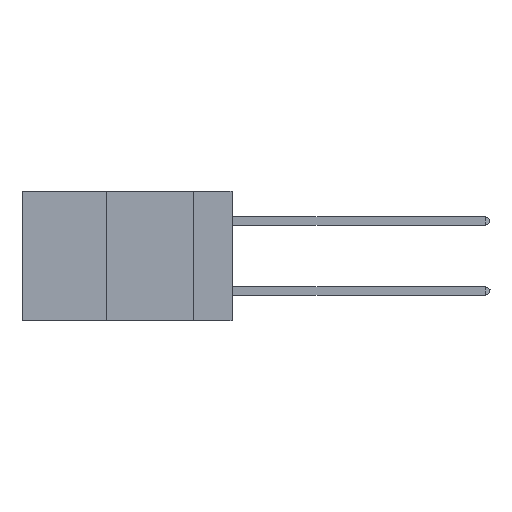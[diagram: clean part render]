
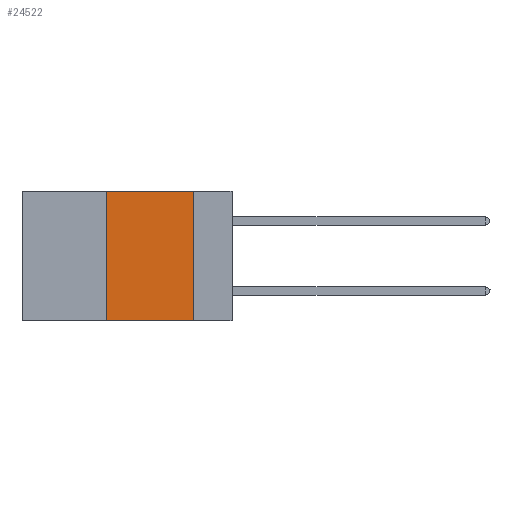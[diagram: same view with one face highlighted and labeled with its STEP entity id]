
A CAD part, left-side view. The second image highlights one B-rep face of the part: STEP entity #24522.
In plain terms, the highlighted planar face has unit normal (-1, 0, 0).
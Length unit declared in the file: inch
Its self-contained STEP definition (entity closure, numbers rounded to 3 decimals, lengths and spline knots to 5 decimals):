
#441 = EDGE_LOOP ( 'NONE', ( #4602, #14778, #18421, #12266 ) ) ;
#699 = EDGE_CURVE ( 'NONE', #14711, #16705, #5717, .T. ) ;
#2099 = CARTESIAN_POINT ( 'NONE',  ( 0., 0.36, 0. ) ) ;
#3899 = EDGE_CURVE ( 'NONE', #14711, #14385, #10787, .T. ) ;
#3950 = LINE ( 'NONE', #28009, #29376 ) ;
#4051 = CARTESIAN_POINT ( 'NONE',  ( 0., 0.6, 0. ) ) ;
#4316 = DIRECTION ( 'NONE',  ( 0., -1., 0. ) ) ;
#4602 = ORIENTED_EDGE ( 'NONE', *, *, #31470, .F. ) ;
#5717 = LINE ( 'NONE', #19019, #7672 ) ;
#6628 = CARTESIAN_POINT ( 'NONE',  ( 0., 0.11, 0. ) ) ;
#6679 = PLANE ( 'NONE',  #20110 ) ;
#7672 = VECTOR ( 'NONE', #4316, 39.37008 ) ;
#8653 = CARTESIAN_POINT ( 'NONE',  ( 0., 0.11, 0. ) ) ;
#9424 = DIRECTION ( 'NONE',  ( 1., 0., 0. ) ) ;
#10787 = LINE ( 'NONE', #12704, #29107 ) ;
#11730 = DIRECTION ( 'NONE',  ( 0., 0., -1. ) ) ;
#12266 = ORIENTED_EDGE ( 'NONE', *, *, #699, .T. ) ;
#12704 = CARTESIAN_POINT ( 'NONE',  ( 0., 0.36, 0. ) ) ;
#13352 = VECTOR ( 'NONE', #11730, 39.37008 ) ;
#14385 = VERTEX_POINT ( 'NONE', #2099 ) ;
#14711 = VERTEX_POINT ( 'NONE', #30816 ) ;
#14778 = ORIENTED_EDGE ( 'NONE', *, *, #30744, .F. ) ;
#15230 = DIRECTION ( 'NONE',  ( 0., 0., 1. ) ) ;
#16705 = VERTEX_POINT ( 'NONE', #20540 ) ;
#18421 = ORIENTED_EDGE ( 'NONE', *, *, #3899, .F. ) ;
#19019 = CARTESIAN_POINT ( 'NONE',  ( 0., 0.6, -0.37 ) ) ;
#19977 = LINE ( 'NONE', #8653, #13352 ) ;
#20110 = AXIS2_PLACEMENT_3D ( 'NONE', #4051, #9424, #24069 ) ;
#20540 = CARTESIAN_POINT ( 'NONE',  ( 0., 0.11, -0.37 ) ) ;
#24069 = DIRECTION ( 'NONE',  ( 0., 0., -1. ) ) ;
#24108 = VERTEX_POINT ( 'NONE', #6628 ) ;
#24522 = ADVANCED_FACE ( 'NONE', ( #26819 ), #6679, .F. ) ;
#25834 = DIRECTION ( 'NONE',  ( 0., -1., 0. ) ) ;
#26819 = FACE_OUTER_BOUND ( 'NONE', #441, .T. ) ;
#28009 = CARTESIAN_POINT ( 'NONE',  ( 0., 0.6, 0. ) ) ;
#29107 = VECTOR ( 'NONE', #15230, 39.37008 ) ;
#29376 = VECTOR ( 'NONE', #25834, 39.37008 ) ;
#30744 = EDGE_CURVE ( 'NONE', #14385, #24108, #3950, .T. ) ;
#30816 = CARTESIAN_POINT ( 'NONE',  ( 0., 0.36, -0.37 ) ) ;
#31470 = EDGE_CURVE ( 'NONE', #24108, #16705, #19977, .T. ) ;
